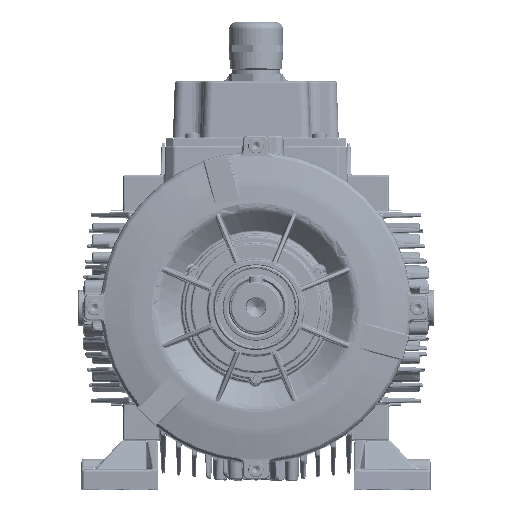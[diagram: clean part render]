
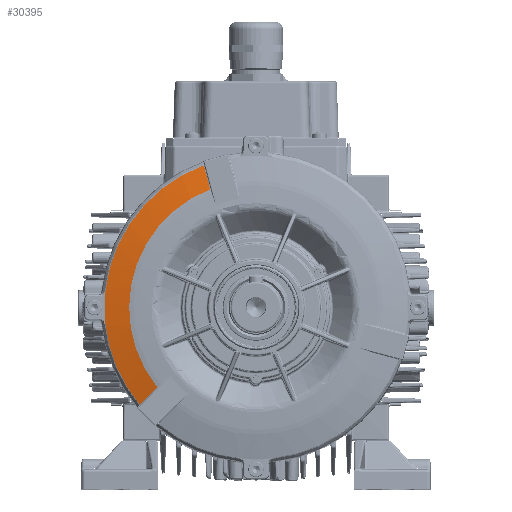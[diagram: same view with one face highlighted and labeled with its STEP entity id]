
A CAD part, top view. The second image highlights one B-rep face of the part: STEP entity #30395.
In plain terms, the highlighted conical face has half-angle 78 degrees and reference radius 68.775 mm.
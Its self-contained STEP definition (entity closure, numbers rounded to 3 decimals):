
#2888=CONICAL_SURFACE('',#119087,68.775,78.);
#8050=B_SPLINE_CURVE_WITH_KNOTS('',3,(#244450,#244451,#244452,#244453),
 .UNSPECIFIED.,.F.,.F.,(4,4),(0.,1.),.UNSPECIFIED.);
#8278=B_SPLINE_CURVE_WITH_KNOTS('',3,(#250827,#250828,#250829,#250830),
 .UNSPECIFIED.,.F.,.F.,(4,4),(0.,1.),.UNSPECIFIED.);
#8302=B_SPLINE_CURVE_WITH_KNOTS('',3,(#251201,#251202,#251203,#251204),
 .UNSPECIFIED.,.F.,.F.,(4,4),(0.,1.),.UNSPECIFIED.);
#8303=B_SPLINE_CURVE_WITH_KNOTS('',3,(#251205,#251206,#251207,#251208,#251209,
#251210,#251211),.UNSPECIFIED.,.F.,.F.,(4,3,4),(0.,0.383,1.),
 .UNSPECIFIED.);
#8304=B_SPLINE_CURVE_WITH_KNOTS('',3,(#251213,#251214,#251215,#251216,#251217,
#251218,#251219,#251220,#251221,#251222),.UNSPECIFIED.,.F.,.F.,(4,3,3,4),
(0.,0.134,0.534,1.),.UNSPECIFIED.);
#8305=B_SPLINE_CURVE_WITH_KNOTS('',3,(#251223,#251224,#251225,#251226,#251227,
#251228,#251229,#251230,#251231,#251232),.UNSPECIFIED.,.F.,.F.,(4,3,3,4),
(0.,0.464,0.898,1.),.UNSPECIFIED.);
#8306=B_SPLINE_CURVE_WITH_KNOTS('',3,(#251234,#251235,#251236,#251237,#251238,
#251239,#251240),.UNSPECIFIED.,.F.,.F.,(4,3,4),(0.,0.617,1.),
 .UNSPECIFIED.);
#8307=B_SPLINE_CURVE_WITH_KNOTS('',3,(#251241,#251242,#251243,#251244),
 .UNSPECIFIED.,.F.,.F.,(4,4),(0.,1.),.UNSPECIFIED.);
#30395=ADVANCED_FACE('',(#36570),#2888,.T.);
#36570=FACE_OUTER_BOUND('',#43308,.T.);
#43308=EDGE_LOOP('',(#73552,#73553,#73554,#73555,#73556,#73557,#73558,#73559,
#73560,#73561,#73562,#73563));
#73552=ORIENTED_EDGE('',*,*,#101643,.T.);
#73553=ORIENTED_EDGE('',*,*,#101644,.T.);
#73554=ORIENTED_EDGE('',*,*,#101062,.T.);
#73555=ORIENTED_EDGE('',*,*,#99861,.T.);
#73556=ORIENTED_EDGE('',*,*,#101645,.T.);
#73557=ORIENTED_EDGE('',*,*,#101646,.T.);
#73558=ORIENTED_EDGE('',*,*,#100320,.T.);
#73559=ORIENTED_EDGE('',*,*,#101647,.T.);
#73560=ORIENTED_EDGE('',*,*,#101648,.T.);
#73561=ORIENTED_EDGE('',*,*,#99903,.T.);
#73562=ORIENTED_EDGE('',*,*,#101615,.T.);
#73563=ORIENTED_EDGE('',*,*,#101649,.T.);
#83210=VERTEX_POINT('',#236013);
#83211=VERTEX_POINT('',#236015);
#83246=VERTEX_POINT('',#236229);
#83247=VERTEX_POINT('',#236237);
#83627=VERTEX_POINT('',#238728);
#83628=VERTEX_POINT('',#238730);
#84060=VERTEX_POINT('',#244454);
#84067=VERTEX_POINT('',#244507);
#84231=VERTEX_POINT('',#250586);
#84236=VERTEX_POINT('',#250826);
#84246=VERTEX_POINT('',#251212);
#84247=VERTEX_POINT('',#251233);
#99861=EDGE_CURVE('',#83211,#83210,#106554,.T.);
#99903=EDGE_CURVE('',#83246,#83247,#106568,.T.);
#100320=EDGE_CURVE('',#83628,#83627,#106625,.T.);
#101062=EDGE_CURVE('',#84060,#83211,#8050,.T.);
#101615=EDGE_CURVE('',#83247,#84236,#8278,.T.);
#101643=EDGE_CURVE('',#84231,#84067,#107303,.T.);
#101644=EDGE_CURVE('',#84067,#84060,#8302,.T.);
#101645=EDGE_CURVE('',#83210,#84246,#8303,.T.);
#101646=EDGE_CURVE('',#84246,#83628,#8304,.T.);
#101647=EDGE_CURVE('',#83627,#84247,#8305,.T.);
#101648=EDGE_CURVE('',#84247,#83246,#8306,.T.);
#101649=EDGE_CURVE('',#84236,#84231,#8307,.T.);
#106554=CIRCLE('',#117924,83.326);
#106568=CIRCLE('',#117948,83.326);
#106625=CIRCLE('',#118122,83.296);
#107303=CIRCLE('',#119085,69.79);
#117924=AXIS2_PLACEMENT_3D('',#236014,#145161,#145162);
#117948=AXIS2_PLACEMENT_3D('',#236238,#145212,#145213);
#118122=AXIS2_PLACEMENT_3D('',#238729,#145671,#145672);
#119085=AXIS2_PLACEMENT_3D('',#251199,#147683,#147684);
#119087=AXIS2_PLACEMENT_3D('',#251245,#147687,#147688);
#145161=DIRECTION('',(0.,0.,1.));
#145162=DIRECTION('',(1.,0.,0.));
#145212=DIRECTION('',(0.,0.,1.));
#145213=DIRECTION('',(1.,0.,0.));
#145671=DIRECTION('',(0.,0.,1.));
#145672=DIRECTION('',(-1.,0.,0.));
#147683=DIRECTION('',(0.,0.,-1.));
#147684=DIRECTION('',(1.,0.,0.));
#147687=DIRECTION('',(0.,0.,-1.));
#147688=DIRECTION('',(-1.,0.,0.));
#236013=CARTESIAN_POINT('',(-82.851,8.883,-16.963));
#236014=CARTESIAN_POINT('',(0.,0.,-16.963));
#236015=CARTESIAN_POINT('',(-28.706,78.225,-16.963));
#236229=CARTESIAN_POINT('',(-82.844,-8.945,-16.963));
#236237=CARTESIAN_POINT('',(-63.973,-53.392,-16.963));
#236238=CARTESIAN_POINT('',(0.,0.,-16.963));
#238728=CARTESIAN_POINT('',(-82.823,-8.868,-16.956));
#238729=CARTESIAN_POINT('',(0.,0.,-16.956));
#238730=CARTESIAN_POINT('',(-82.83,8.805,-16.956));
#244450=CARTESIAN_POINT('',(-25.337,65.658,-14.21));
#244451=CARTESIAN_POINT('',(-26.46,69.847,-15.127));
#244452=CARTESIAN_POINT('',(-27.583,74.036,-16.044));
#244453=CARTESIAN_POINT('',(-28.706,78.225,-16.963));
#244454=CARTESIAN_POINT('',(-25.337,65.658,-14.21));
#244507=CARTESIAN_POINT('',(-25.177,65.09,-14.085));
#250586=CARTESIAN_POINT('',(-54.349,-43.781,-14.085));
#250826=CARTESIAN_POINT('',(-54.771,-44.193,-14.21));
#250827=CARTESIAN_POINT('',(-63.973,-53.392,-16.963));
#250828=CARTESIAN_POINT('',(-60.906,-50.325,-16.044));
#250829=CARTESIAN_POINT('',(-57.839,-47.259,-15.127));
#250830=CARTESIAN_POINT('',(-54.771,-44.193,-14.21));
#251199=CARTESIAN_POINT('',(0.,0.,-14.085));
#251201=CARTESIAN_POINT('',(-25.177,65.09,-14.085));
#251202=CARTESIAN_POINT('',(-25.233,65.278,-14.127));
#251203=CARTESIAN_POINT('',(-25.286,65.468,-14.169));
#251204=CARTESIAN_POINT('',(-25.337,65.658,-14.21));
#251205=CARTESIAN_POINT('',(-82.851,8.883,-16.963));
#251206=CARTESIAN_POINT('',(-82.849,8.88,-16.962));
#251207=CARTESIAN_POINT('',(-82.848,8.878,-16.962));
#251208=CARTESIAN_POINT('',(-82.846,8.876,-16.961));
#251209=CARTESIAN_POINT('',(-82.843,8.872,-16.961));
#251210=CARTESIAN_POINT('',(-82.84,8.868,-16.96));
#251211=CARTESIAN_POINT('',(-82.838,8.864,-16.959));
#251212=CARTESIAN_POINT('',(-82.838,8.864,-16.959));
#251213=CARTESIAN_POINT('',(-82.838,8.864,-16.959));
#251214=CARTESIAN_POINT('',(-82.836,8.862,-16.959));
#251215=CARTESIAN_POINT('',(-82.835,8.859,-16.959));
#251216=CARTESIAN_POINT('',(-82.835,8.857,-16.959));
#251217=CARTESIAN_POINT('',(-82.833,8.849,-16.958));
#251218=CARTESIAN_POINT('',(-82.832,8.841,-16.958));
#251219=CARTESIAN_POINT('',(-82.832,8.833,-16.957));
#251220=CARTESIAN_POINT('',(-82.831,8.824,-16.957));
#251221=CARTESIAN_POINT('',(-82.83,8.815,-16.957));
#251222=CARTESIAN_POINT('',(-82.83,8.805,-16.956));
#251223=CARTESIAN_POINT('',(-82.823,-8.868,-16.956));
#251224=CARTESIAN_POINT('',(-82.824,-8.877,-16.957));
#251225=CARTESIAN_POINT('',(-82.824,-8.886,-16.957));
#251226=CARTESIAN_POINT('',(-82.825,-8.896,-16.957));
#251227=CARTESIAN_POINT('',(-82.826,-8.904,-16.958));
#251228=CARTESIAN_POINT('',(-82.826,-8.913,-16.958));
#251229=CARTESIAN_POINT('',(-82.829,-8.921,-16.959));
#251230=CARTESIAN_POINT('',(-82.829,-8.923,-16.959));
#251231=CARTESIAN_POINT('',(-82.83,-8.925,-16.959));
#251232=CARTESIAN_POINT('',(-82.831,-8.926,-16.959));
#251233=CARTESIAN_POINT('',(-82.831,-8.926,-16.959));
#251234=CARTESIAN_POINT('',(-82.831,-8.926,-16.959));
#251235=CARTESIAN_POINT('',(-82.834,-8.93,-16.96));
#251236=CARTESIAN_POINT('',(-82.836,-8.934,-16.961));
#251237=CARTESIAN_POINT('',(-82.839,-8.938,-16.961));
#251238=CARTESIAN_POINT('',(-82.841,-8.941,-16.962));
#251239=CARTESIAN_POINT('',(-82.843,-8.943,-16.962));
#251240=CARTESIAN_POINT('',(-82.844,-8.945,-16.963));
#251241=CARTESIAN_POINT('',(-54.771,-44.193,-14.21));
#251242=CARTESIAN_POINT('',(-54.632,-44.054,-14.169));
#251243=CARTESIAN_POINT('',(-54.491,-43.916,-14.127));
#251244=CARTESIAN_POINT('',(-54.349,-43.781,-14.085));
#251245=CARTESIAN_POINT('',(0.,0.,-13.87));
